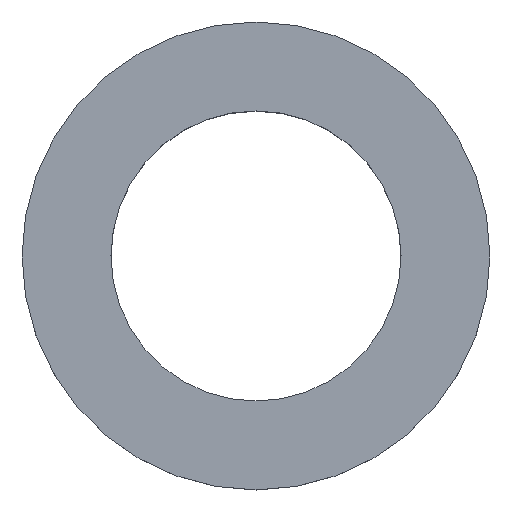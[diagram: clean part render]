
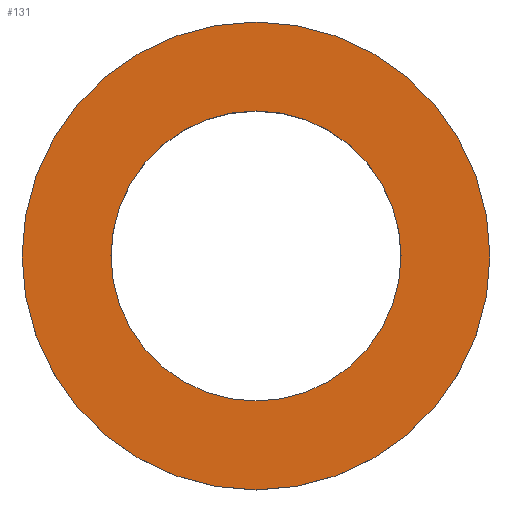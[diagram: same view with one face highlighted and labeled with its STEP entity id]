
A CAD part, top view. The second image highlights one B-rep face of the part: STEP entity #131.
In plain terms, the highlighted planar face has unit normal (0, 0, 1).
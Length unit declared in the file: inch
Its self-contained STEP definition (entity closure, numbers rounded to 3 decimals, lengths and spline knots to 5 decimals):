
#19 = CIRCLE ( 'NONE', #64, 0.4375 ) ;
#20 = DIRECTION ( 'NONE',  ( 0., 0., -1. ) ) ;
#25 = VERTEX_POINT ( 'NONE', #284 ) ;
#28 = VERTEX_POINT ( 'NONE', #36 ) ;
#34 = CARTESIAN_POINT ( 'NONE',  ( 0., 0., 0.15625 ) ) ;
#36 = CARTESIAN_POINT ( 'NONE',  ( -0.27117, 0., 0.15625 ) ) ;
#41 = FACE_BOUND ( 'NONE', #120, .T. ) ;
#45 = CIRCLE ( 'NONE', #291, 0.4375 ) ;
#64 = AXIS2_PLACEMENT_3D ( 'NONE', #34, #129, #227 ) ;
#65 = CARTESIAN_POINT ( 'NONE',  ( 0., 0., 0.15625 ) ) ;
#67 = DIRECTION ( 'NONE',  ( 1., 0., 0. ) ) ;
#76 = VERTEX_POINT ( 'NONE', #282 ) ;
#80 = EDGE_LOOP ( 'NONE', ( #123, #132 ) ) ;
#90 = DIRECTION ( 'NONE',  ( 0., 0., 1. ) ) ;
#92 = EDGE_CURVE ( 'NONE', #76, #25, #19, .T. ) ;
#93 = CARTESIAN_POINT ( 'NONE',  ( 0.27117, 0., 0.15625 ) ) ;
#120 = EDGE_LOOP ( 'NONE', ( #219, #241 ) ) ;
#123 = ORIENTED_EDGE ( 'NONE', *, *, #92, .F. ) ;
#129 = DIRECTION ( 'NONE',  ( 0., 0., -1. ) ) ;
#131 = ADVANCED_FACE ( 'NONE', ( #41, #232 ), #238, .T. ) ;
#132 = ORIENTED_EDGE ( 'NONE', *, *, #257, .F. ) ;
#142 = DIRECTION ( 'NONE',  ( -1., 0., 0. ) ) ;
#149 = EDGE_CURVE ( 'NONE', #28, #151, #157, .T. ) ;
#151 = VERTEX_POINT ( 'NONE', #93 ) ;
#157 = CIRCLE ( 'NONE', #163, 0.27117 ) ;
#163 = AXIS2_PLACEMENT_3D ( 'NONE', #65, #280, #294 ) ;
#169 = CARTESIAN_POINT ( 'NONE',  ( 0., 0., 0.15625 ) ) ;
#171 = AXIS2_PLACEMENT_3D ( 'NONE', #251, #248, #216 ) ;
#180 = EDGE_CURVE ( 'NONE', #151, #28, #185, .T. ) ;
#185 = CIRCLE ( 'NONE', #171, 0.27117 ) ;
#186 = CARTESIAN_POINT ( 'NONE',  ( 0., 0.27117, 0.15625 ) ) ;
#216 = DIRECTION ( 'NONE',  ( -1., 0., 0. ) ) ;
#219 = ORIENTED_EDGE ( 'NONE', *, *, #149, .T. ) ;
#223 = AXIS2_PLACEMENT_3D ( 'NONE', #186, #90, #67 ) ;
#227 = DIRECTION ( 'NONE',  ( -1., 0., 0. ) ) ;
#232 = FACE_OUTER_BOUND ( 'NONE', #80, .T. ) ;
#238 = PLANE ( 'NONE',  #223 ) ;
#241 = ORIENTED_EDGE ( 'NONE', *, *, #180, .T. ) ;
#248 = DIRECTION ( 'NONE',  ( 0., 0., -1. ) ) ;
#251 = CARTESIAN_POINT ( 'NONE',  ( 0., 0., 0.15625 ) ) ;
#257 = EDGE_CURVE ( 'NONE', #25, #76, #45, .T. ) ;
#280 = DIRECTION ( 'NONE',  ( 0., 0., -1. ) ) ;
#282 = CARTESIAN_POINT ( 'NONE',  ( -0.4375, 0., 0.15625 ) ) ;
#284 = CARTESIAN_POINT ( 'NONE',  ( 0.4375, 0., 0.15625 ) ) ;
#291 = AXIS2_PLACEMENT_3D ( 'NONE', #169, #20, #142 ) ;
#294 = DIRECTION ( 'NONE',  ( -1., 0., 0. ) ) ;
